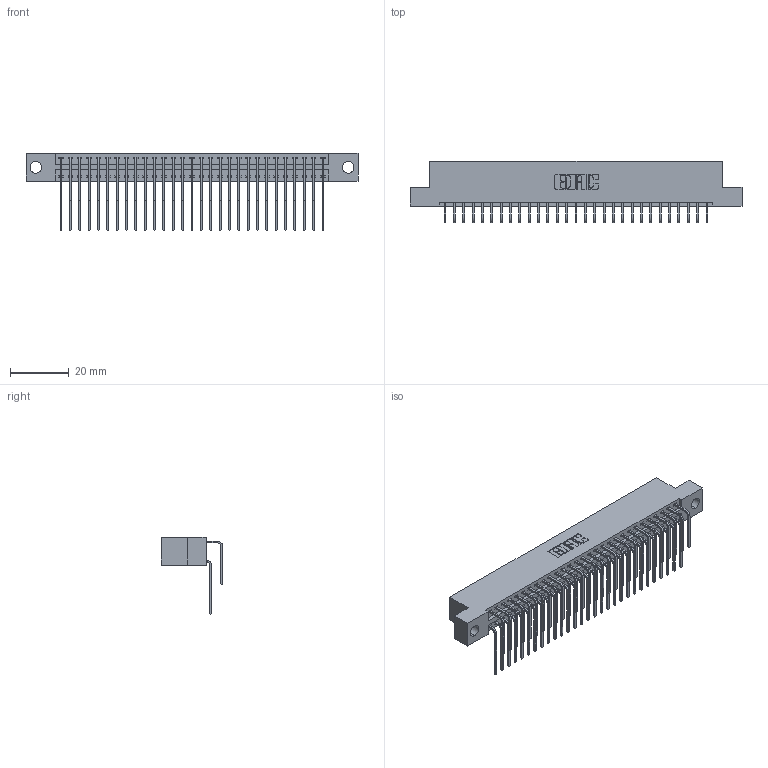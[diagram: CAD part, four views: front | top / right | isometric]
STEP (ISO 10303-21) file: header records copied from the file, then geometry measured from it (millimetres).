
FILE_DESCRIPTION (( 'STEP AP203' ), '1' );
FILE_NAME ('346-058-559-204.STEP', '2022-05-21T09:36:03', ( '' ), ( '' ), 'SwSTEP 2.0', 'SolidWorks 2020', '' );
FILE_SCHEMA (( 'CONFIG_CONTROL_DESIGN' ));
Length unit declared in the file: inch
Products named in the file (4): 346 Part_Flush Mounting Lugs - 0.156 Dia-TH; 345-292-001_558 559 Tail - 1; 345-292-001_559 Tail - 2; 346-058-559-204
Assembly tree (59 placements, depth 2):
  346-058-559-204
    346 Part_Flush Mounting Lugs - 0.156 Dia-TH
    345-292-001_558 559 Tail - 1  x29
    345-292-001_559 Tail - 2  x29
Bounding box: 112.65 x 20.89 x 26.16 mm (x, y, z)
Volume: 11112.3 mm3; surface area: 16523.4 mm2
Topology: 59 solids, 59 shells, 3268 faces, 9703 edges, 6390 vertices
Faces by surface type: plane 2236, cylinder 1032
Entity records: 22879 total; most frequent: CARTESIAN_POINT 3845, ORIENTED_EDGE 3726, DIRECTION 3411, EDGE_CURVE 1863, VECTOR 1575, LINE 1575, VERTEX_POINT 1238, AXIS2_PLACEMENT_3D 918
